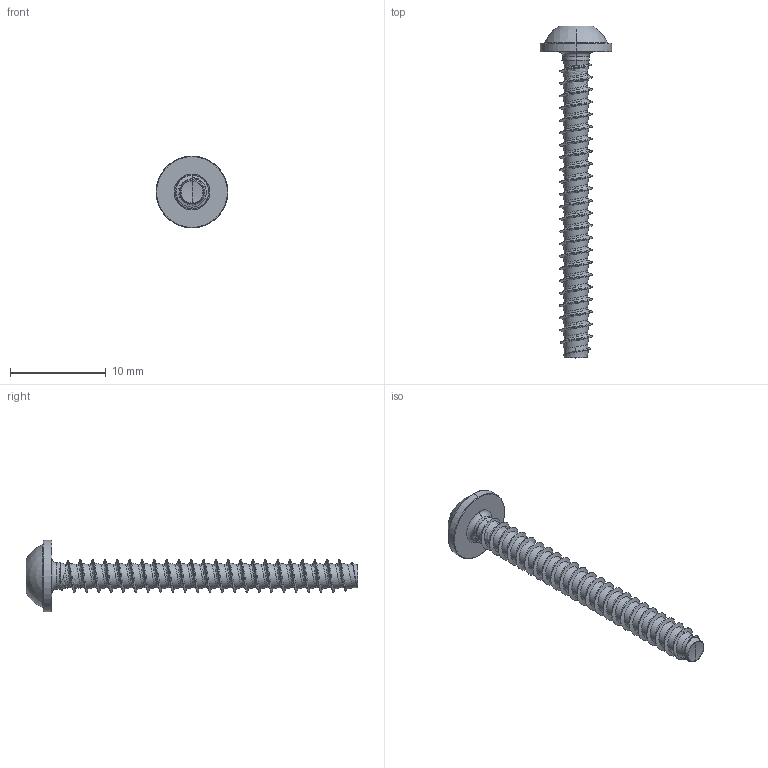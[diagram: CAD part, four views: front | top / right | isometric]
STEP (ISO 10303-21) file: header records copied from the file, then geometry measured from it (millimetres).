
FILE_DESCRIPTION (( 'STEP AP203' ), '1' );
FILE_NAME ('STP380350320.STEP', '2020-09-04T13:12:42', ( '' ), ( '' ), 'SwSTEP 2.0', 'SolidWorks 2015', '' );
FILE_SCHEMA (( 'CONFIG_CONTROL_DESIGN' ));
Length unit declared in the file: millimetre
Products named in the file (2): STP380350320
Bounding box: 7.5 x 34.7 x 7.5 mm (x, y, z)
Volume: 249.8 mm3; surface area: 550.4 mm2
Topology: 1 solids, 1 shells, 133 faces, 342 edges, 212 vertices
Faces by surface type: cylinder 73, bspline 35, cone 10, torus 8, sphere 4, plane 3
Entity records: 34295 total; most frequent: CARTESIAN_POINT 31425, ORIENTED_EDGE 680, DIRECTION 423, EDGE_CURVE 340, VERTEX_POINT 212, AXIS2_PLACEMENT_3D 168, B_SPLINE_CURVE_WITH_KNOTS 137, EDGE_LOOP 136
